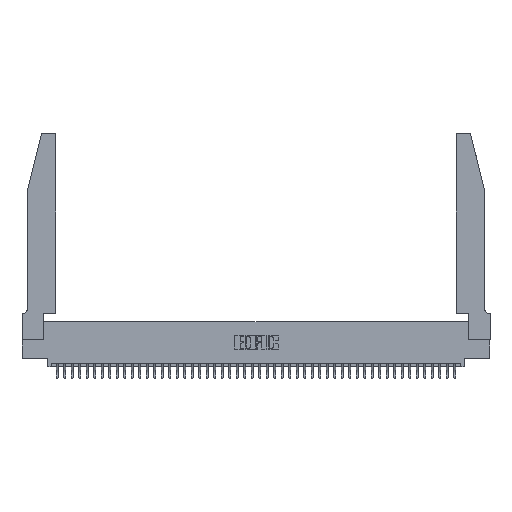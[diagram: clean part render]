
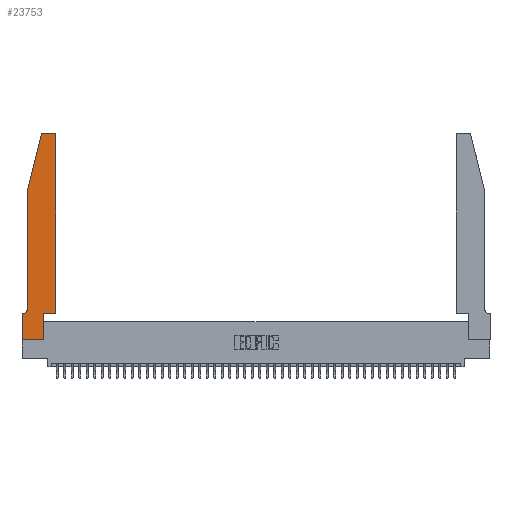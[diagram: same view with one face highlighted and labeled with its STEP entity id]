
A CAD part, top view. The second image highlights one B-rep face of the part: STEP entity #23753.
In plain terms, the highlighted planar face has unit normal (0, 0, 1).
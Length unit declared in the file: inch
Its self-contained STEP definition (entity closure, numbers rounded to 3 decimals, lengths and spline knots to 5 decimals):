
#312 = EDGE_LOOP ( 'NONE', ( #16364, #4933, #20180, #2201, #3877, #3302, #2602, #2367, #1979, #1232, #3484, #645 ) ) ;
#397 = CARTESIAN_POINT ( 'NONE',  ( 0.0755, 0.42, 0.37 ) ) ;
#462 = AXIS2_PLACEMENT_3D ( 'NONE', #25226, #3854, #28776 ) ;
#523 = AXIS2_PLACEMENT_3D ( 'NONE', #36304, #29248, #43346 ) ;
#645 = ORIENTED_EDGE ( 'NONE', *, *, #7239, .T. ) ;
#1114 = EDGE_CURVE ( 'NONE', #35027, #25815, #2139, .T. ) ;
#1155 = VERTEX_POINT ( 'NONE', #39897 ) ;
#1232 = ORIENTED_EDGE ( 'NONE', *, *, #1114, .T. ) ;
#1461 = EDGE_CURVE ( 'NONE', #23143, #36310, #6559, .T. ) ;
#1979 = ORIENTED_EDGE ( 'NONE', *, *, #25634, .T. ) ;
#2139 = LINE ( 'NONE', #36067, #19951 ) ;
#2201 = ORIENTED_EDGE ( 'NONE', *, *, #18881, .T. ) ;
#2367 = ORIENTED_EDGE ( 'NONE', *, *, #32358, .T. ) ;
#2602 = ORIENTED_EDGE ( 'NONE', *, *, #1461, .T. ) ;
#2666 = DIRECTION ( 'NONE',  ( 1., 0., 0. ) ) ;
#3302 = ORIENTED_EDGE ( 'NONE', *, *, #4055, .T. ) ;
#3484 = ORIENTED_EDGE ( 'NONE', *, *, #7059, .T. ) ;
#3718 = DIRECTION ( 'NONE',  ( -1., 0., 0. ) ) ;
#3854 = DIRECTION ( 'NONE',  ( 0., 0., 1. ) ) ;
#3877 = ORIENTED_EDGE ( 'NONE', *, *, #24001, .T. ) ;
#4055 = EDGE_CURVE ( 'NONE', #24234, #23143, #5442, .T. ) ;
#4420 = LINE ( 'NONE', #39695, #22255 ) ;
#4933 = ORIENTED_EDGE ( 'NONE', *, *, #40500, .T. ) ;
#5442 = LINE ( 'NONE', #21477, #33789 ) ;
#6559 = LINE ( 'NONE', #9797, #43103 ) ;
#6835 = LINE ( 'NONE', #17476, #34072 ) ;
#7059 = EDGE_CURVE ( 'NONE', #25815, #32038, #14681, .T. ) ;
#7239 = EDGE_CURVE ( 'NONE', #32038, #1155, #45631, .T. ) ;
#9284 = LINE ( 'NONE', #12474, #36507 ) ;
#9337 = CARTESIAN_POINT ( 'NONE',  ( 0.2865, 0., 0.37 ) ) ;
#9695 = CARTESIAN_POINT ( 'NONE',  ( 0.25487, 2.72718, 0.37 ) ) ;
#9797 = CARTESIAN_POINT ( 'NONE',  ( 0., 0., 0.37 ) ) ;
#10347 = CARTESIAN_POINT ( 'NONE',  ( 0.0055, 0.35, 0.37 ) ) ;
#10640 = VERTEX_POINT ( 'NONE', #9695 ) ;
#11219 = DIRECTION ( 'NONE',  ( 1., 0., 0. ) ) ;
#11281 = VERTEX_POINT ( 'NONE', #9337 ) ;
#12474 = CARTESIAN_POINT ( 'NONE',  ( 0.2865, 0.35, 0.37 ) ) ;
#13505 = CARTESIAN_POINT ( 'NONE',  ( 0.4505, 0.35, 0.37 ) ) ;
#14681 = LINE ( 'NONE', #13505, #25321 ) ;
#15913 = DIRECTION ( 'NONE',  ( 0., 1., 0. ) ) ;
#16364 = ORIENTED_EDGE ( 'NONE', *, *, #45476, .T. ) ;
#16450 = CARTESIAN_POINT ( 'NONE',  ( 0.0055, 0.42, 0.37 ) ) ;
#16968 = DIRECTION ( 'NONE',  ( 0., -1., 0. ) ) ;
#17476 = CARTESIAN_POINT ( 'NONE',  ( 0., 0., 0.37 ) ) ;
#18484 = DIRECTION ( 'NONE',  ( -0.239, -0.971, 0. ) ) ;
#18881 = EDGE_CURVE ( 'NONE', #22276, #24790, #23735, .T. ) ;
#19102 = CARTESIAN_POINT ( 'NONE',  ( 0., 0., 0.37 ) ) ;
#19174 = CARTESIAN_POINT ( 'NONE',  ( 0.284, 2.75, 0.37 ) ) ;
#19951 = VECTOR ( 'NONE', #11219, 39.37008 ) ;
#20029 = DIRECTION ( 'NONE',  ( -1., 0., 0. ) ) ;
#20180 = ORIENTED_EDGE ( 'NONE', *, *, #34280, .T. ) ;
#20570 = CIRCLE ( 'NONE', #26836, 0.07 ) ;
#21071 = DIRECTION ( 'NONE',  ( 1., 0., 0. ) ) ;
#21477 = CARTESIAN_POINT ( 'NONE',  ( 0.0755, 0.35, 0.37 ) ) ;
#22255 = VECTOR ( 'NONE', #18484, 39.37008 ) ;
#22276 = VERTEX_POINT ( 'NONE', #31978 ) ;
#23143 = VERTEX_POINT ( 'NONE', #29454 ) ;
#23735 = LINE ( 'NONE', #30338, #41352 ) ;
#23753 = ADVANCED_FACE ( 'NONE', ( #39933 ), #39829, .T. ) ;
#24001 = EDGE_CURVE ( 'NONE', #24790, #24234, #20570, .T. ) ;
#24023 = DIRECTION ( 'NONE',  ( 0., 0., 1. ) ) ;
#24234 = VERTEX_POINT ( 'NONE', #10347 ) ;
#24790 = VERTEX_POINT ( 'NONE', #397 ) ;
#25226 = CARTESIAN_POINT ( 'NONE',  ( 0.4205, 2.72, 0.37 ) ) ;
#25321 = VECTOR ( 'NONE', #38300, 39.37008 ) ;
#25634 = EDGE_CURVE ( 'NONE', #11281, #35027, #9284, .T. ) ;
#25815 = VERTEX_POINT ( 'NONE', #27765 ) ;
#26836 = AXIS2_PLACEMENT_3D ( 'NONE', #16450, #41196, #20029 ) ;
#27765 = CARTESIAN_POINT ( 'NONE',  ( 0.4505, 0.35, 0.37 ) ) ;
#27773 = DIRECTION ( 'NONE',  ( -1., 0., 0. ) ) ;
#28776 = DIRECTION ( 'NONE',  ( 1., 0., 0. ) ) ;
#29248 = DIRECTION ( 'NONE',  ( 0., 0., 1. ) ) ;
#29378 = VERTEX_POINT ( 'NONE', #19174 ) ;
#29454 = CARTESIAN_POINT ( 'NONE',  ( 0., 0.35, 0.37 ) ) ;
#30338 = CARTESIAN_POINT ( 'NONE',  ( 0.0755, 2., 0.37 ) ) ;
#31978 = CARTESIAN_POINT ( 'NONE',  ( 0.0755, 2., 0.37 ) ) ;
#32038 = VERTEX_POINT ( 'NONE', #43604 ) ;
#32211 = LINE ( 'NONE', #38350, #41572 ) ;
#32358 = EDGE_CURVE ( 'NONE', #36310, #11281, #6835, .T. ) ;
#33789 = VECTOR ( 'NONE', #3718, 39.37008 ) ;
#34072 = VECTOR ( 'NONE', #21071, 39.37008 ) ;
#34280 = EDGE_CURVE ( 'NONE', #10640, #22276, #4420, .T. ) ;
#35027 = VERTEX_POINT ( 'NONE', #36558 ) ;
#35821 = CIRCLE ( 'NONE', #45178, 0.03 ) ;
#36067 = CARTESIAN_POINT ( 'NONE',  ( 0.4505, 0.35, 0.37 ) ) ;
#36304 = CARTESIAN_POINT ( 'NONE',  ( 0., 0.35, 0.37 ) ) ;
#36310 = VERTEX_POINT ( 'NONE', #19102 ) ;
#36507 = VECTOR ( 'NONE', #15913, 39.37008 ) ;
#36558 = CARTESIAN_POINT ( 'NONE',  ( 0.2865, 0.35, 0.37 ) ) ;
#38300 = DIRECTION ( 'NONE',  ( 0., 1., 0. ) ) ;
#38350 = CARTESIAN_POINT ( 'NONE',  ( 0.2605, 2.75, 0.37 ) ) ;
#39695 = CARTESIAN_POINT ( 'NONE',  ( 0.0755, 2., 0.37 ) ) ;
#39829 = PLANE ( 'NONE',  #523 ) ;
#39897 = CARTESIAN_POINT ( 'NONE',  ( 0.4205, 2.75, 0.37 ) ) ;
#39933 = FACE_OUTER_BOUND ( 'NONE', #312, .T. ) ;
#40500 = EDGE_CURVE ( 'NONE', #29378, #10640, #35821, .T. ) ;
#41196 = DIRECTION ( 'NONE',  ( 0., 0., -1. ) ) ;
#41352 = VECTOR ( 'NONE', #44428, 39.37008 ) ;
#41572 = VECTOR ( 'NONE', #27773, 39.37008 ) ;
#43103 = VECTOR ( 'NONE', #16968, 39.37008 ) ;
#43346 = DIRECTION ( 'NONE',  ( 1., 0., 0. ) ) ;
#43604 = CARTESIAN_POINT ( 'NONE',  ( 0.4505, 2.72, 0.37 ) ) ;
#44428 = DIRECTION ( 'NONE',  ( 0., -1., 0. ) ) ;
#45069 = CARTESIAN_POINT ( 'NONE',  ( 0.284, 2.72, 0.37 ) ) ;
#45178 = AXIS2_PLACEMENT_3D ( 'NONE', #45069, #24023, #2666 ) ;
#45476 = EDGE_CURVE ( 'NONE', #1155, #29378, #32211, .T. ) ;
#45631 = CIRCLE ( 'NONE', #462, 0.03 ) ;
